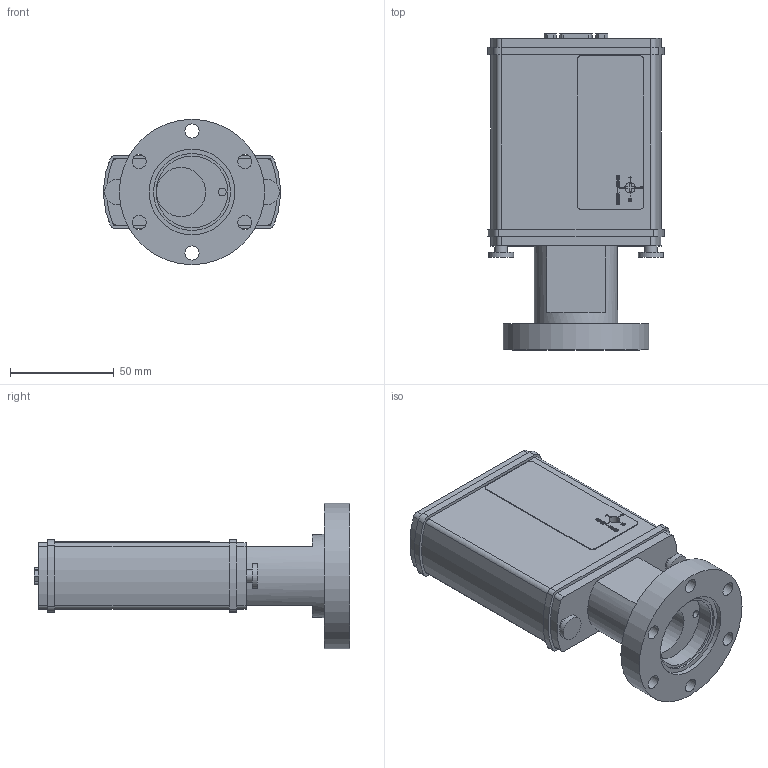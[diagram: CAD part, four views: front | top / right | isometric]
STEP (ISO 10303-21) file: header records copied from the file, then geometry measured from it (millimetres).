
FILE_DESCRIPTION((''),'2;1');
FILE_NAME('PTR34330-T.stp','2009-03-10T08:15:50',('wieth'),(''),'Autodesk Inventor 11','Autodesk Inventor 11','');
FILE_SCHEMA(('AUTOMOTIVE_DESIGN { 1 0 10303 214 1 1 1 1 }'));
Length unit declared in the file: millimetre
Products named in the file (1): PTR34330
Bounding box: 84.78 x 152 x 69.9 mm (x, y, z)
Volume: 315833.2 mm3; surface area: 47488.5 mm2
Topology: 1 solids, 1 shells, 385 faces, 1016 edges, 671 vertices
Faces by surface type: plane 204, bspline 129, cylinder 52
Full cylindrical faces by diameter (mm): 2 x2, 3.8 x1, 5 x1, 6 x2, 12 x2, 23.6 x1, 34.5 x1, 37 x1, 40 x1, 41.2 x1, 69.9 x1
Entity records: 13158 total; most frequent: CARTESIAN_POINT 4434, ORIENTED_EDGE 1978, DIRECTION 1383, EDGE_CURVE 989, VERTEX_POINT 664, VECTOR 625, LINE 625, EDGE_LOOP 463
